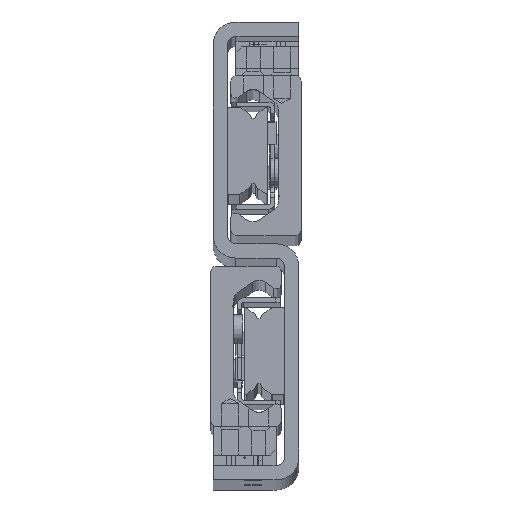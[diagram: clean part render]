
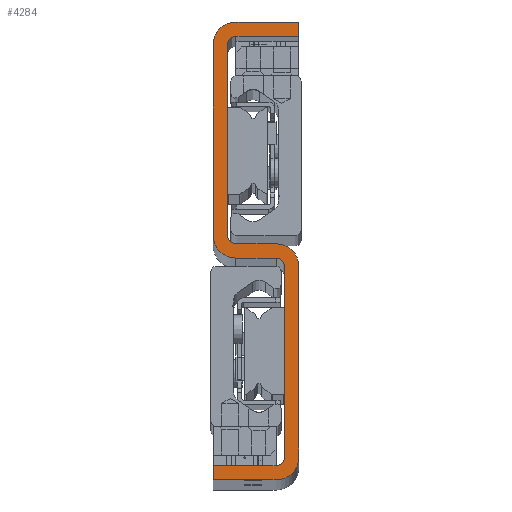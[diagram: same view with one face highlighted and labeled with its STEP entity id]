
A CAD part, top view. The second image highlights one B-rep face of the part: STEP entity #4284.
In plain terms, the highlighted planar face has unit normal (0, 0, 1).
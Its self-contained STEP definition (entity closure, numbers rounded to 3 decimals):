
#3334=CARTESIAN_POINT('',(15.0,80.0,1010.0));
#3335=VERTEX_POINT('',#3334);
#3336=CARTESIAN_POINT('',(15.0,77.5,1010.0));
#3337=VERTEX_POINT('',#3336);
#3338=CARTESIAN_POINT('',(15.0,80.0,1010.0));
#3339=DIRECTION('',(0.0,-1.0,0.0));
#3340=VECTOR('',#3339,2.5);
#3341=LINE('',#3338,#3340);
#3342=EDGE_CURVE('',#3335,#3337,#3341,.T.);
#3374=CARTESIAN_POINT('',(4.,77.5,1010.0));
#3375=VERTEX_POINT('',#3374);
#3376=CARTESIAN_POINT('',(15.0,77.5,1010.0));
#3377=DIRECTION('',(-1.0,0.0,0.0));
#3378=VECTOR('',#3377,11.);
#3379=LINE('',#3376,#3378);
#3380=EDGE_CURVE('',#3337,#3375,#3379,.T.);
#3432=CARTESIAN_POINT('',(2.5,76.0,1010.0));
#3433=VERTEX_POINT('',#3432);
#3434=CARTESIAN_POINT('',(4.,76.0,1010.0));
#3435=DIRECTION('',(0.0,0.0,1.0));
#3436=DIRECTION('',(0.0,-1.0,0.0));
#3437=AXIS2_PLACEMENT_3D('',#3434,#3435,#3436);
#3438=CIRCLE('',#3437,1.5);
#3439=EDGE_CURVE('',#3375,#3433,#3438,.T.);
#3465=CARTESIAN_POINT('',(2.5,42.75,1010.0));
#3466=VERTEX_POINT('',#3465);
#3467=CARTESIAN_POINT('',(2.5,76.0,1010.0));
#3468=DIRECTION('',(0.0,-1.0,0.0));
#3469=VECTOR('',#3468,33.25);
#3470=LINE('',#3467,#3469);
#3471=EDGE_CURVE('',#3433,#3466,#3470,.T.);
#3535=CARTESIAN_POINT('',(4.,41.25,1010.0));
#3536=VERTEX_POINT('',#3535);
#3537=CARTESIAN_POINT('',(4.,42.75,1010.0));
#3538=DIRECTION('',(0.0,0.0,1.0));
#3539=DIRECTION('',(1.0,0.0,0.0));
#3540=AXIS2_PLACEMENT_3D('',#3537,#3538,#3539);
#3541=CIRCLE('',#3540,1.5);
#3542=EDGE_CURVE('',#3466,#3536,#3541,.T.);
#3568=CARTESIAN_POINT('',(11.,41.25,1010.0));
#3569=VERTEX_POINT('',#3568);
#3570=CARTESIAN_POINT('',(4.,41.25,1010.0));
#3571=DIRECTION('',(1.0,0.0,0.0));
#3572=VECTOR('',#3571,7.);
#3573=LINE('',#3570,#3572);
#3574=EDGE_CURVE('',#3536,#3569,#3573,.T.);
#3599=CARTESIAN_POINT('',(15.,37.25,1010.0));
#3600=VERTEX_POINT('',#3599);
#3601=CARTESIAN_POINT('',(11.,37.25,1010.0));
#3602=DIRECTION('',(0.0,0.0,-1.0));
#3603=DIRECTION('',(1.0,0.0,0.0));
#3604=AXIS2_PLACEMENT_3D('',#3601,#3602,#3603);
#3605=CIRCLE('',#3604,4.0);
#3606=EDGE_CURVE('',#3569,#3600,#3605,.T.);
#3632=CARTESIAN_POINT('',(15.,4.,1010.0));
#3633=VERTEX_POINT('',#3632);
#3634=CARTESIAN_POINT('',(15.,37.25,1010.0));
#3635=DIRECTION('',(0.0,-1.0,0.0));
#3636=VECTOR('',#3635,33.25);
#3637=LINE('',#3634,#3636);
#3638=EDGE_CURVE('',#3600,#3633,#3637,.T.);
#3702=CARTESIAN_POINT('',(11.0,0.,1010.0));
#3703=VERTEX_POINT('',#3702);
#3704=CARTESIAN_POINT('',(11.,4.,1010.0));
#3705=DIRECTION('',(0.0,0.0,-1.0));
#3706=DIRECTION('',(0.,-1.,0.0));
#3707=AXIS2_PLACEMENT_3D('',#3704,#3705,#3706);
#3708=CIRCLE('',#3707,4.);
#3709=EDGE_CURVE('',#3633,#3703,#3708,.T.);
#3735=CARTESIAN_POINT('',(0.0,0.0,1010.0));
#3736=VERTEX_POINT('',#3735);
#3737=CARTESIAN_POINT('',(11.0,0.,1010.0));
#3738=DIRECTION('',(-1.0,0.0,0.0));
#3739=VECTOR('',#3738,11.0);
#3740=LINE('',#3737,#3739);
#3741=EDGE_CURVE('',#3703,#3736,#3740,.T.);
#3793=CARTESIAN_POINT('',(0.0,2.5,1010.0));
#3794=VERTEX_POINT('',#3793);
#3795=CARTESIAN_POINT('',(0.0,0.0,1010.0));
#3796=DIRECTION('',(0.0,1.0,0.0));
#3797=VECTOR('',#3796,2.5);
#3798=LINE('',#3795,#3797);
#3799=EDGE_CURVE('',#3736,#3794,#3798,.T.);
#3824=CARTESIAN_POINT('',(11.,2.5,1010.0));
#3825=VERTEX_POINT('',#3824);
#3826=CARTESIAN_POINT('',(0.0,2.5,1010.0));
#3827=DIRECTION('',(1.0,0.0,0.0));
#3828=VECTOR('',#3827,11.);
#3829=LINE('',#3826,#3828);
#3830=EDGE_CURVE('',#3794,#3825,#3829,.T.);
#3882=CARTESIAN_POINT('',(12.5,4.0,1010.0));
#3883=VERTEX_POINT('',#3882);
#3884=CARTESIAN_POINT('',(11.,4.0,1010.0));
#3885=DIRECTION('',(0.0,0.0,1.0));
#3886=DIRECTION('',(0.0,1.0,0.0));
#3887=AXIS2_PLACEMENT_3D('',#3884,#3885,#3886);
#3888=CIRCLE('',#3887,1.5);
#3889=EDGE_CURVE('',#3825,#3883,#3888,.T.);
#3915=CARTESIAN_POINT('',(12.5,37.25,1010.0));
#3916=VERTEX_POINT('',#3915);
#3917=CARTESIAN_POINT('',(12.5,4.0,1010.0));
#3918=DIRECTION('',(0.0,1.0,0.0));
#3919=VECTOR('',#3918,33.25);
#3920=LINE('',#3917,#3919);
#3921=EDGE_CURVE('',#3883,#3916,#3920,.T.);
#3985=CARTESIAN_POINT('',(11.,38.75,1010.0));
#3986=VERTEX_POINT('',#3985);
#3987=CARTESIAN_POINT('',(11.,37.25,1010.0));
#3988=DIRECTION('',(0.0,0.0,1.0));
#3989=DIRECTION('',(-1.0,0.0,0.0));
#3990=AXIS2_PLACEMENT_3D('',#3987,#3988,#3989);
#3991=CIRCLE('',#3990,1.5);
#3992=EDGE_CURVE('',#3916,#3986,#3991,.T.);
#4018=CARTESIAN_POINT('',(4.,38.75,1010.0));
#4019=VERTEX_POINT('',#4018);
#4020=CARTESIAN_POINT('',(11.,38.75,1010.0));
#4021=DIRECTION('',(-1.0,0.0,0.0));
#4022=VECTOR('',#4021,7.);
#4023=LINE('',#4020,#4022);
#4024=EDGE_CURVE('',#3986,#4019,#4023,.T.);
#4049=CARTESIAN_POINT('',(0.0,42.75,1010.0));
#4050=VERTEX_POINT('',#4049);
#4051=CARTESIAN_POINT('',(4.,42.75,1010.0));
#4052=DIRECTION('',(0.0,0.0,-1.0));
#4053=DIRECTION('',(-1.0,0.0,0.0));
#4054=AXIS2_PLACEMENT_3D('',#4051,#4052,#4053);
#4055=CIRCLE('',#4054,4.);
#4056=EDGE_CURVE('',#4019,#4050,#4055,.T.);
#4082=CARTESIAN_POINT('',(0.0,76.0,1010.0));
#4083=VERTEX_POINT('',#4082);
#4084=CARTESIAN_POINT('',(0.0,42.75,1010.0));
#4085=DIRECTION('',(0.0,1.0,0.0));
#4086=VECTOR('',#4085,33.25);
#4087=LINE('',#4084,#4086);
#4088=EDGE_CURVE('',#4050,#4083,#4087,.T.);
#4152=CARTESIAN_POINT('',(4.,80.0,1010.0));
#4153=VERTEX_POINT('',#4152);
#4154=CARTESIAN_POINT('',(4.,76.0,1010.0));
#4155=DIRECTION('',(0.0,0.0,-1.0));
#4156=DIRECTION('',(0.0,1.0,0.0));
#4157=AXIS2_PLACEMENT_3D('',#4154,#4155,#4156);
#4158=CIRCLE('',#4157,4.0);
#4159=EDGE_CURVE('',#4083,#4153,#4158,.T.);
#4185=CARTESIAN_POINT('',(4.,80.0,1010.0));
#4186=DIRECTION('',(1.0,0.0,0.0));
#4187=VECTOR('',#4186,11.);
#4188=LINE('',#4185,#4187);
#4189=EDGE_CURVE('',#4153,#3335,#4188,.T.);
#4257=CARTESIAN_POINT('',(7.5,40.,1010.0));
#4258=DIRECTION('',(0.0,0.0,1.0));
#4259=DIRECTION('',(1.0,0.0,0.0));
#4260=AXIS2_PLACEMENT_3D('',#4257,#4258,#4259);
#4261=PLANE('',#4260);
#4262=ORIENTED_EDGE('',*,*,#3342,.F.);
#4263=ORIENTED_EDGE('',*,*,#4189,.F.);
#4264=ORIENTED_EDGE('',*,*,#4159,.F.);
#4265=ORIENTED_EDGE('',*,*,#4088,.F.);
#4266=ORIENTED_EDGE('',*,*,#4056,.F.);
#4267=ORIENTED_EDGE('',*,*,#4024,.F.);
#4268=ORIENTED_EDGE('',*,*,#3992,.F.);
#4269=ORIENTED_EDGE('',*,*,#3921,.F.);
#4270=ORIENTED_EDGE('',*,*,#3889,.F.);
#4271=ORIENTED_EDGE('',*,*,#3830,.F.);
#4272=ORIENTED_EDGE('',*,*,#3799,.F.);
#4273=ORIENTED_EDGE('',*,*,#3741,.F.);
#4274=ORIENTED_EDGE('',*,*,#3709,.F.);
#4275=ORIENTED_EDGE('',*,*,#3638,.F.);
#4276=ORIENTED_EDGE('',*,*,#3606,.F.);
#4277=ORIENTED_EDGE('',*,*,#3574,.F.);
#4278=ORIENTED_EDGE('',*,*,#3542,.F.);
#4279=ORIENTED_EDGE('',*,*,#3471,.F.);
#4280=ORIENTED_EDGE('',*,*,#3439,.F.);
#4281=ORIENTED_EDGE('',*,*,#3380,.F.);
#4282=EDGE_LOOP('',(#4262,#4263,#4264,#4265,#4266,#4267,#4268,#4269,#4270,#4271,#4272,#4273,#4274,#4275,#4276,#4277,#4278,#4279,#4280,#4281));
#4283=FACE_OUTER_BOUND('',#4282,.T.);
#4284=ADVANCED_FACE('',(#4283),#4261,.T.);
